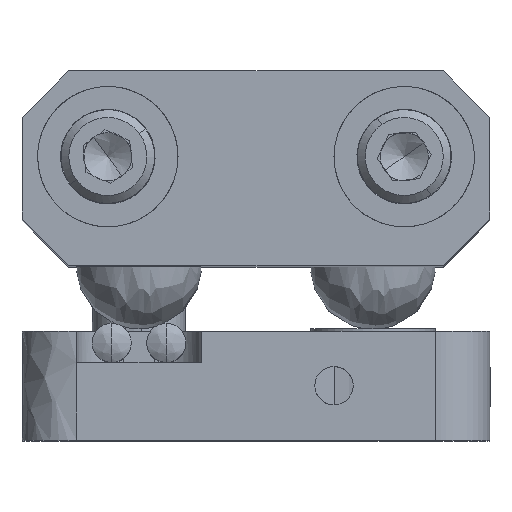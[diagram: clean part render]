
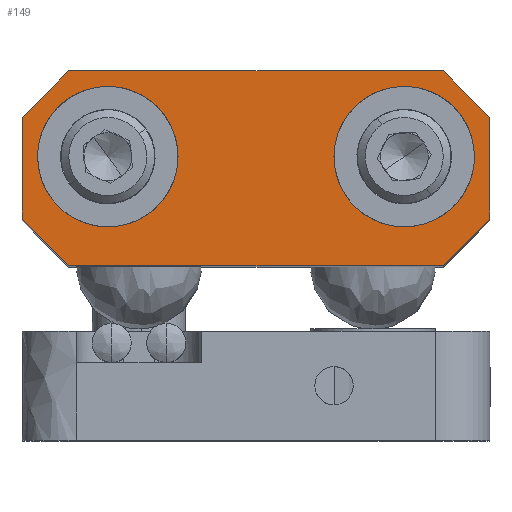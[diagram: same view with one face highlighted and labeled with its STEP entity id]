
A CAD part, top view. The second image highlights one B-rep face of the part: STEP entity #149.
In plain terms, the highlighted planar face has unit normal (0, 0, 1).
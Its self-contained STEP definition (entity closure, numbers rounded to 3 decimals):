
#59=FACE_BOUND('',#672,.T.);
#60=FACE_BOUND('',#673,.T.);
#149=ADVANCED_FACE('',(#409,#59,#60),#4073,.T.);
#409=FACE_OUTER_BOUND('',#671,.T.);
#671=EDGE_LOOP('',(#1180,#1181,#1182,#1183,#1184,#1185,#1186,#1187));
#672=EDGE_LOOP('',(#1188,#1189));
#673=EDGE_LOOP('',(#1190,#1191));
#1180=ORIENTED_EDGE('',*,*,#2398,.F.);
#1181=ORIENTED_EDGE('',*,*,#2406,.T.);
#1182=ORIENTED_EDGE('',*,*,#2423,.T.);
#1183=ORIENTED_EDGE('',*,*,#2407,.T.);
#1184=ORIENTED_EDGE('',*,*,#2432,.T.);
#1185=ORIENTED_EDGE('',*,*,#2408,.T.);
#1186=ORIENTED_EDGE('',*,*,#2413,.T.);
#1187=ORIENTED_EDGE('',*,*,#2403,.F.);
#1188=ORIENTED_EDGE('',*,*,#2368,.F.);
#1189=ORIENTED_EDGE('',*,*,#2409,.F.);
#1190=ORIENTED_EDGE('',*,*,#2410,.F.);
#1191=ORIENTED_EDGE('',*,*,#2377,.F.);
#2368=EDGE_CURVE('',#3702,#3703,#3199,.T.);
#2377=EDGE_CURVE('',#3707,#3706,#3208,.T.);
#2398=EDGE_CURVE('',#3721,#3722,#2985,.T.);
#2403=EDGE_CURVE('',#3722,#3724,#2990,.T.);
#2406=EDGE_CURVE('',#3721,#3726,#2993,.T.);
#2407=EDGE_CURVE('',#3727,#3728,#2994,.T.);
#2408=EDGE_CURVE('',#3729,#3730,#2995,.T.);
#2409=EDGE_CURVE('',#3703,#3702,#3225,.T.);
#2410=EDGE_CURVE('',#3706,#3707,#3226,.T.);
#2413=EDGE_CURVE('',#3730,#3724,#2998,.T.);
#2423=EDGE_CURVE('',#3726,#3727,#3004,.T.);
#2432=EDGE_CURVE('',#3728,#3729,#3008,.T.);
#2985=B_SPLINE_CURVE_WITH_KNOTS('',1,(#5847,#5848),.UNSPECIFIED.,.F.,.F.,
(2,2),(0.,4.243),.UNSPECIFIED.);
#2990=B_SPLINE_CURVE_WITH_KNOTS('',1,(#5857,#5858),.UNSPECIFIED.,.F.,.F.,
(2,2),(0.,6.5),.UNSPECIFIED.);
#2993=B_SPLINE_CURVE_WITH_KNOTS('',1,(#5863,#5864),.UNSPECIFIED.,.F.,.F.,
(2,2),(0.,24.),.UNSPECIFIED.);
#2994=B_SPLINE_CURVE_WITH_KNOTS('',1,(#5865,#5866),.UNSPECIFIED.,.F.,.F.,
(2,2),(0.,6.5),.UNSPECIFIED.);
#2995=B_SPLINE_CURVE_WITH_KNOTS('',1,(#5867,#5868),.UNSPECIFIED.,.F.,.F.,
(2,2),(-24.,0.),.UNSPECIFIED.);
#2998=B_SPLINE_CURVE_WITH_KNOTS('',1,(#5883,#5884),.UNSPECIFIED.,.F.,.F.,
(2,2),(-4.243,0.),.UNSPECIFIED.);
#3004=B_SPLINE_CURVE_WITH_KNOTS('',1,(#5915,#5916),.UNSPECIFIED.,.F.,.F.,
(2,2),(-4.243,0.),.UNSPECIFIED.);
#3008=B_SPLINE_CURVE_WITH_KNOTS('',1,(#5948,#5949),.UNSPECIFIED.,.F.,.F.,
(2,2),(-4.243,0.),.UNSPECIFIED.);
#3199=(
BOUNDED_CURVE()
B_SPLINE_CURVE(2,(#5725,#5726,#5727,#5728,#5729),.UNSPECIFIED.,.F.,.F.)
B_SPLINE_CURVE_WITH_KNOTS((3,2,3),(-14.137,-7.069,
0.),.UNSPECIFIED.)
CURVE()
GEOMETRIC_REPRESENTATION_ITEM()
RATIONAL_B_SPLINE_CURVE((1.,0.707,1.,0.707,1.))
REPRESENTATION_ITEM('')
);
#3208=(
BOUNDED_CURVE()
B_SPLINE_CURVE(2,(#5758,#5759,#5760,#5761,#5762),.UNSPECIFIED.,.F.,.F.)
B_SPLINE_CURVE_WITH_KNOTS((3,2,3),(-14.137,-7.069,
0.),.UNSPECIFIED.)
CURVE()
GEOMETRIC_REPRESENTATION_ITEM()
RATIONAL_B_SPLINE_CURVE((1.,0.707,1.,0.707,1.))
REPRESENTATION_ITEM('')
);
#3225=(
BOUNDED_CURVE()
B_SPLINE_CURVE(2,(#5869,#5870,#5871,#5872,#5873),.UNSPECIFIED.,.F.,.F.)
B_SPLINE_CURVE_WITH_KNOTS((3,2,3),(-14.137,-7.069,
0.),.UNSPECIFIED.)
CURVE()
GEOMETRIC_REPRESENTATION_ITEM()
RATIONAL_B_SPLINE_CURVE((1.,0.707,1.,0.707,1.))
REPRESENTATION_ITEM('')
);
#3226=(
BOUNDED_CURVE()
B_SPLINE_CURVE(2,(#5874,#5875,#5876,#5877,#5878),.UNSPECIFIED.,.F.,.F.)
B_SPLINE_CURVE_WITH_KNOTS((3,2,3),(-14.137,-7.069,
0.),.UNSPECIFIED.)
CURVE()
GEOMETRIC_REPRESENTATION_ITEM()
RATIONAL_B_SPLINE_CURVE((1.,0.707,1.,0.707,1.))
REPRESENTATION_ITEM('')
);
#3702=VERTEX_POINT('',#5316);
#3703=VERTEX_POINT('',#5317);
#3706=VERTEX_POINT('',#5320);
#3707=VERTEX_POINT('',#5321);
#3721=VERTEX_POINT('',#5335);
#3722=VERTEX_POINT('',#5336);
#3724=VERTEX_POINT('',#5338);
#3726=VERTEX_POINT('',#5340);
#3727=VERTEX_POINT('',#5341);
#3728=VERTEX_POINT('',#5342);
#3729=VERTEX_POINT('',#5343);
#3730=VERTEX_POINT('',#5344);
#4073=PLANE('',#4353);
#4353=AXIS2_PLACEMENT_3D('',#5177,#4462,$);
#4462=DIRECTION('',(0.,0.,1.));
#5177=CARTESIAN_POINT('',(-17.358,13.065,57.339));
#5316=CARTESIAN_POINT('',(-4.238,6.195,57.339));
#5317=CARTESIAN_POINT('',(-13.238,6.195,57.339));
#5320=CARTESIAN_POINT('',(14.762,6.195,57.339));
#5321=CARTESIAN_POINT('',(5.762,6.195,57.339));
#5335=CARTESIAN_POINT('',(-11.238,-0.805,57.339));
#5336=CARTESIAN_POINT('',(-14.238,2.195,57.339));
#5338=CARTESIAN_POINT('',(-14.238,8.695,57.339));
#5340=CARTESIAN_POINT('',(12.762,-0.805,57.339));
#5341=CARTESIAN_POINT('',(15.762,2.195,57.339));
#5342=CARTESIAN_POINT('',(15.762,8.695,57.339));
#5343=CARTESIAN_POINT('',(12.762,11.695,57.339));
#5344=CARTESIAN_POINT('',(-11.238,11.695,57.339));
#5725=CARTESIAN_POINT('',(-4.238,6.195,57.339));
#5726=CARTESIAN_POINT('',(-4.238,10.695,57.339));
#5727=CARTESIAN_POINT('',(-8.738,10.695,57.339));
#5728=CARTESIAN_POINT('',(-13.238,10.695,57.339));
#5729=CARTESIAN_POINT('',(-13.238,6.195,57.339));
#5758=CARTESIAN_POINT('',(5.762,6.195,57.339));
#5759=CARTESIAN_POINT('',(5.762,1.695,57.339));
#5760=CARTESIAN_POINT('',(10.262,1.695,57.339));
#5761=CARTESIAN_POINT('',(14.762,1.695,57.339));
#5762=CARTESIAN_POINT('',(14.762,6.195,57.339));
#5847=CARTESIAN_POINT('',(-11.238,-0.805,57.339));
#5848=CARTESIAN_POINT('',(-14.238,2.195,57.339));
#5857=CARTESIAN_POINT('',(-14.238,2.195,57.339));
#5858=CARTESIAN_POINT('',(-14.238,8.695,57.339));
#5863=CARTESIAN_POINT('',(-11.238,-0.805,57.339));
#5864=CARTESIAN_POINT('',(12.762,-0.805,57.339));
#5865=CARTESIAN_POINT('',(15.762,2.195,57.339));
#5866=CARTESIAN_POINT('',(15.762,8.695,57.339));
#5867=CARTESIAN_POINT('',(12.762,11.695,57.339));
#5868=CARTESIAN_POINT('',(-11.238,11.695,57.339));
#5869=CARTESIAN_POINT('',(-13.238,6.195,57.339));
#5870=CARTESIAN_POINT('',(-13.238,1.695,57.339));
#5871=CARTESIAN_POINT('',(-8.738,1.695,57.339));
#5872=CARTESIAN_POINT('',(-4.238,1.695,57.339));
#5873=CARTESIAN_POINT('',(-4.238,6.195,57.339));
#5874=CARTESIAN_POINT('',(14.762,6.195,57.339));
#5875=CARTESIAN_POINT('',(14.762,10.695,57.339));
#5876=CARTESIAN_POINT('',(10.262,10.695,57.339));
#5877=CARTESIAN_POINT('',(5.762,10.695,57.339));
#5878=CARTESIAN_POINT('',(5.762,6.195,57.339));
#5883=CARTESIAN_POINT('',(-11.238,11.695,57.339));
#5884=CARTESIAN_POINT('',(-14.238,8.695,57.339));
#5915=CARTESIAN_POINT('',(12.762,-0.805,57.339));
#5916=CARTESIAN_POINT('',(15.762,2.195,57.339));
#5948=CARTESIAN_POINT('',(15.762,8.695,57.339));
#5949=CARTESIAN_POINT('',(12.762,11.695,57.339));
